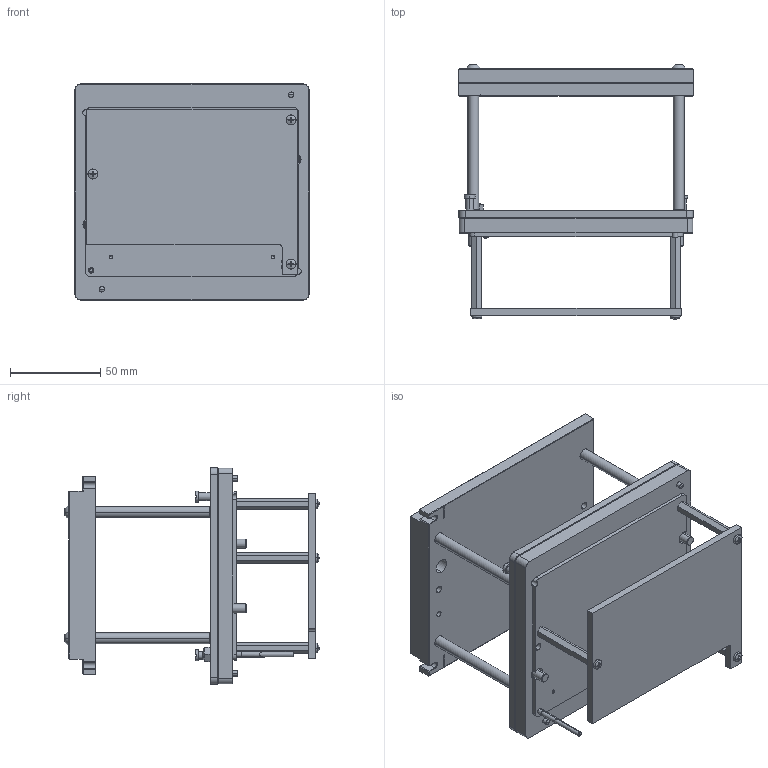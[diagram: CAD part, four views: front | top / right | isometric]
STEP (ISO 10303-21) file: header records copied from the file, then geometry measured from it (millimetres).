
FILE_DESCRIPTION (( 'STEP AP214' ), '1' );
FILE_NAME ('46480-KIT~0.STEP', '2019-09-19T09:33:48', ( '' ), ( '' ), 'SwSTEP 2.0', 'SolidWorks 2018', '' );
FILE_SCHEMA (( 'AUTOMOTIVE_DESIGN' ));
Length unit declared in the file: millimetre
Products named in the file (22): 2665~0_3 m6 x 10; 53731~0; 1583~0_Hub 16,5mm<Standard>; 41899~3_flexiebel <S>; 3917~3_M 3 A; 2908~0; ISO7380~n_M04,0x020; 41867~6; 43157~0_S; 2690~0; 3268~0_M 3 x 10; 41369~1_S; 41850~0_ohne Transportschrauben<S>; 41864~7_S; 41866~9; 41868~3; KS-113-Master~-k-s_KS-113 23; 46480-KIT~0; 41860~7_kontaktiert Hub 7 <S>; 42248~0; 35419~0; GKS-114-0015~-g-k-s_Hub = 08,0 <S>
Assembly tree (40 placements, depth 4):
  46480-KIT~0
    41860~7_kontaktiert Hub 7 <S>
      41866~9
      41867~6
      41868~3
      1583~0_Hub 16,5mm<Standard>  x4
      43157~0_S  x3
      35419~0  x2
      41899~3_flexiebel <S>
        KS-113-Master~-k-s_KS-113 23
        GKS-114-0015~-g-k-s_Hub = 08,0 <S>
        53731~0
        3917~3_M 3 A
      42248~0  x2
      2908~0  x3
      2690~0  x2
      2665~0_3 m6 x 10  x2
      3268~0_M 3 x 10  x3
    41850~0_ohne Transportschrauben<S>
      41864~7_S
      41369~1_S  x4
      ISO7380~n_M04,0x020  x4
Bounding box: 130 x 140.97 x 120 mm (x, y, z)
Volume: 446177.9 mm3; surface area: 144594 mm2
Topology: 39 solids, 39 shells, 1443 faces, 3571 edges, 2225 vertices
Faces by surface type: cone 513, cylinder 495, plane 373, torus 36, sphere 18, bspline 8
Entity records: 25005 total; most frequent: CARTESIAN_POINT 5501, DIRECTION 4169, ORIENTED_EDGE 3592, EDGE_CURVE 1796, AXIS2_PLACEMENT_3D 1638, VERTEX_POINT 1136, VECTOR 893, LINE 893
